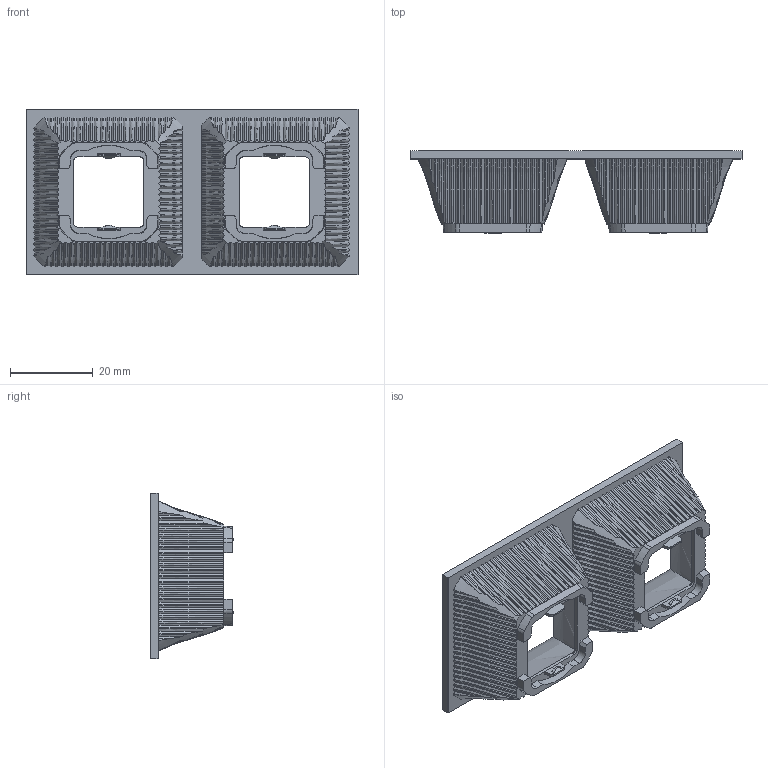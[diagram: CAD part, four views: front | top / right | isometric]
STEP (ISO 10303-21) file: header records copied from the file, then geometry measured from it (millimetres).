
FILE_DESCRIPTION((''),'2;1');
FILE_NAME('999_2','2022-09-20T10:24:15',('Administrator'),(''),'CREO PARAMETRIC BY PTC INC, 2018020','CREO PARAMETRIC BY PTC INC, 2018020','');
FILE_SCHEMA(('CONFIG_CONTROL_DESIGN'));
Products named in the file (1): 999_2
Bounding box: 80.21 x 19.99 x 40 mm (x, y, z)
Volume: 7282.3 mm3; surface area: 12085.9 mm2
Topology: 1 solids, 1 shells, 754 faces, 2235 edges, 1487 vertices
Faces by surface type: bspline 540, plane 134, cylinder 42, cone 22, extrusion 8, revolution 8
Entity records: 47225 total; most frequent: CARTESIAN_POINT 32442, ORIENTED_EDGE 4462, EDGE_CURVE 2231, B_SPLINE_CURVE_WITH_KNOTS 1869, VERTEX_POINT 1487, DIRECTION 862, EDGE_LOOP 766, FACE_OUTER_BOUND 754
